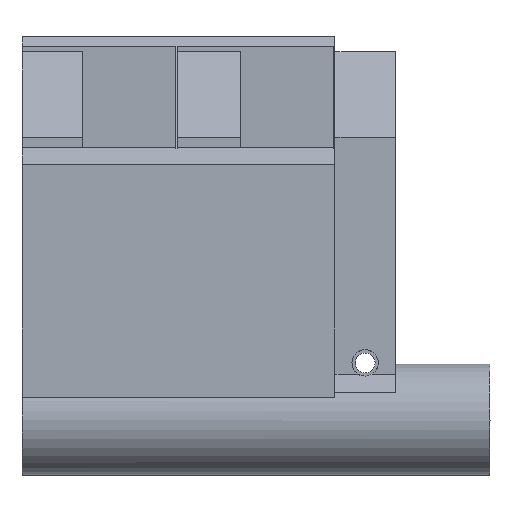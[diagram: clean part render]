
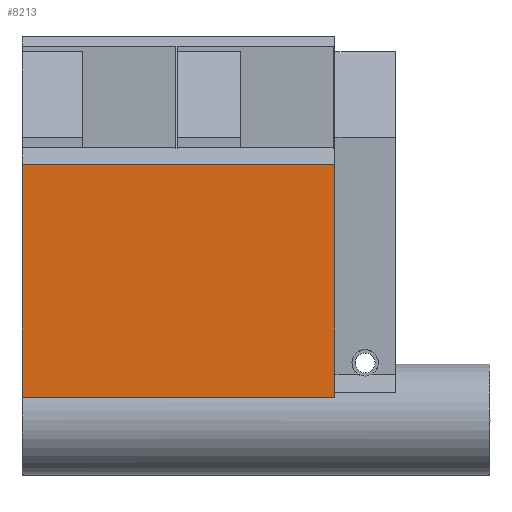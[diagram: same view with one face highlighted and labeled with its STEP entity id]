
A CAD part, top view. The second image highlights one B-rep face of the part: STEP entity #8213.
In plain terms, the highlighted planar face has unit normal (0, 0, 1).
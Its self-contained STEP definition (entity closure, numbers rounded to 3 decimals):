
#5638 = PLANE('',#5639);
#5639 = AXIS2_PLACEMENT_3D('',#5640,#5641,#5642);
#5640 = CARTESIAN_POINT('',(-11.171,24.891,
    -17.539));
#5641 = DIRECTION('',(0.,0.486,0.874)
  );
#5642 = DIRECTION('',(0.,-0.874,0.486)
  );
#6113 = PLANE('',#6114);
#6114 = AXIS2_PLACEMENT_3D('',#6115,#6116,#6117);
#6115 = CARTESIAN_POINT('',(16.5,8.582,
    -21.173));
#6116 = DIRECTION('',(1.,0.,0.));
#6117 = DIRECTION('',(0.,0.,1.));
#6247 = PLANE('',#6248);
#6248 = AXIS2_PLACEMENT_3D('',#6249,#6250,#6251);
#6249 = CARTESIAN_POINT('',(-3.706,-6.863,
    -22.008));
#6250 = DIRECTION('',(0.,-0.486,
    -0.874));
#6251 = DIRECTION('',(0.,0.874,-0.486
    ));
#6340 = VERTEX_POINT('',#6341);
#6341 = CARTESIAN_POINT('',(16.5,-25.988,
    -11.383));
#6364 = EDGE_CURVE('',#6340,#6365,#6367,.T.);
#6365 = VERTEX_POINT('',#6366);
#6366 = CARTESIAN_POINT('',(-37.,-25.988,
    -11.383));
#6367 = SURFACE_CURVE('',#6368,(#6372,#6379),.PCURVE_S1.);
#6368 = LINE('',#6369,#6370);
#6369 = CARTESIAN_POINT('',(16.5,-25.988,
    -11.383));
#6370 = VECTOR('',#6371,1.);
#6371 = DIRECTION('',(-1.,0.,0.));
#6372 = PCURVE('',#6247,#6373);
#6373 = DEFINITIONAL_REPRESENTATION('',(#6374),#6378);
#6374 = LINE('',#6375,#6376);
#6375 = CARTESIAN_POINT('',(-21.878,20.206));
#6376 = VECTOR('',#6377,1.);
#6377 = DIRECTION('',(0.,-1.));
#6378 = ( GEOMETRIC_REPRESENTATION_CONTEXT(2) 
PARAMETRIC_REPRESENTATION_CONTEXT() REPRESENTATION_CONTEXT('2D SPACE',''
  ) );
#6379 = PCURVE('',#6380,#6385);
#6380 = PLANE('',#6381);
#6381 = AXIS2_PLACEMENT_3D('',#6382,#6383,#6384);
#6382 = CARTESIAN_POINT('',(16.5,13.811,
    -11.383));
#6383 = DIRECTION('',(0.,0.,1.));
#6384 = DIRECTION('',(0.,-1.,0.));
#6385 = DEFINITIONAL_REPRESENTATION('',(#6386),#6390);
#6386 = LINE('',#6387,#6388);
#6387 = CARTESIAN_POINT('',(39.799,0.));
#6388 = VECTOR('',#6389,1.);
#6389 = DIRECTION('',(0.,-1.));
#6390 = ( GEOMETRIC_REPRESENTATION_CONTEXT(2) 
PARAMETRIC_REPRESENTATION_CONTEXT() REPRESENTATION_CONTEXT('2D SPACE',''
  ) );
#6408 = PLANE('',#6409);
#6409 = AXIS2_PLACEMENT_3D('',#6410,#6411,#6412);
#6410 = CARTESIAN_POINT('',(-37.,-6.679,
    -21.951));
#6411 = DIRECTION('',(1.,0.,0.));
#6412 = DIRECTION('',(0.,0.,1.));
#6543 = VERTEX_POINT('',#6544);
#6544 = CARTESIAN_POINT('',(16.5,13.811,
    -11.383));
#6565 = EDGE_CURVE('',#6543,#6340,#6566,.T.);
#6566 = SURFACE_CURVE('',#6567,(#6571,#6578),.PCURVE_S1.);
#6567 = LINE('',#6568,#6569);
#6568 = CARTESIAN_POINT('',(16.5,13.811,
    -11.383));
#6569 = VECTOR('',#6570,1.);
#6570 = DIRECTION('',(0.,-1.,0.));
#6571 = PCURVE('',#6113,#6572);
#6572 = DEFINITIONAL_REPRESENTATION('',(#6573),#6577);
#6573 = LINE('',#6574,#6575);
#6574 = CARTESIAN_POINT('',(9.79,-5.229));
#6575 = VECTOR('',#6576,1.);
#6576 = DIRECTION('',(0.,1.));
#6577 = ( GEOMETRIC_REPRESENTATION_CONTEXT(2) 
PARAMETRIC_REPRESENTATION_CONTEXT() REPRESENTATION_CONTEXT('2D SPACE',''
  ) );
#6578 = PCURVE('',#6380,#6579);
#6579 = DEFINITIONAL_REPRESENTATION('',(#6580),#6584);
#6580 = LINE('',#6581,#6582);
#6581 = CARTESIAN_POINT('',(0.,0.));
#6582 = VECTOR('',#6583,1.);
#6583 = DIRECTION('',(1.,0.));
#6584 = ( GEOMETRIC_REPRESENTATION_CONTEXT(2) 
PARAMETRIC_REPRESENTATION_CONTEXT() REPRESENTATION_CONTEXT('2D SPACE',''
  ) );
#6889 = EDGE_CURVE('',#6365,#6890,#6892,.T.);
#6890 = VERTEX_POINT('',#6891);
#6891 = CARTESIAN_POINT('',(-37.,13.811,
    -11.383));
#6892 = SURFACE_CURVE('',#6893,(#6897,#6904),.PCURVE_S1.);
#6893 = LINE('',#6894,#6895);
#6894 = CARTESIAN_POINT('',(-37.,3.566,
    -11.383));
#6895 = VECTOR('',#6896,1.);
#6896 = DIRECTION('',(0.,1.,0.));
#6897 = PCURVE('',#6408,#6898);
#6898 = DEFINITIONAL_REPRESENTATION('',(#6899),#6903);
#6899 = LINE('',#6900,#6901);
#6900 = CARTESIAN_POINT('',(10.568,-10.245));
#6901 = VECTOR('',#6902,1.);
#6902 = DIRECTION('',(0.,-1.));
#6903 = ( GEOMETRIC_REPRESENTATION_CONTEXT(2) 
PARAMETRIC_REPRESENTATION_CONTEXT() REPRESENTATION_CONTEXT('2D SPACE',''
  ) );
#6904 = PCURVE('',#6380,#6905);
#6905 = DEFINITIONAL_REPRESENTATION('',(#6906),#6910);
#6906 = LINE('',#6907,#6908);
#6907 = CARTESIAN_POINT('',(10.245,-53.5));
#6908 = VECTOR('',#6909,1.);
#6909 = DIRECTION('',(-1.,0.));
#6910 = ( GEOMETRIC_REPRESENTATION_CONTEXT(2) 
PARAMETRIC_REPRESENTATION_CONTEXT() REPRESENTATION_CONTEXT('2D SPACE',''
  ) );
#7783 = EDGE_CURVE('',#6543,#6890,#7784,.T.);
#7784 = SURFACE_CURVE('',#7785,(#7789,#7796),.PCURVE_S1.);
#7785 = LINE('',#7786,#7787);
#7786 = CARTESIAN_POINT('',(16.5,13.811,
    -11.383));
#7787 = VECTOR('',#7788,1.);
#7788 = DIRECTION('',(-1.,0.,0.));
#7789 = PCURVE('',#5638,#7790);
#7790 = DEFINITIONAL_REPRESENTATION('',(#7791),#7795);
#7791 = LINE('',#7792,#7793);
#7792 = CARTESIAN_POINT('',(12.675,27.671));
#7793 = VECTOR('',#7794,1.);
#7794 = DIRECTION('',(0.,-1.));
#7795 = ( GEOMETRIC_REPRESENTATION_CONTEXT(2) 
PARAMETRIC_REPRESENTATION_CONTEXT() REPRESENTATION_CONTEXT('2D SPACE',''
  ) );
#7796 = PCURVE('',#6380,#7797);
#7797 = DEFINITIONAL_REPRESENTATION('',(#7798),#7802);
#7798 = LINE('',#7799,#7800);
#7799 = CARTESIAN_POINT('',(0.,0.));
#7800 = VECTOR('',#7801,1.);
#7801 = DIRECTION('',(0.,-1.));
#7802 = ( GEOMETRIC_REPRESENTATION_CONTEXT(2) 
PARAMETRIC_REPRESENTATION_CONTEXT() REPRESENTATION_CONTEXT('2D SPACE',''
  ) );
#8213 = ADVANCED_FACE('',(#8214),#6380,.T.);
#8214 = FACE_BOUND('',#8215,.T.);
#8215 = EDGE_LOOP('',(#8216,#8217,#8218,#8219));
#8216 = ORIENTED_EDGE('',*,*,#6565,.F.);
#8217 = ORIENTED_EDGE('',*,*,#7783,.T.);
#8218 = ORIENTED_EDGE('',*,*,#6889,.F.);
#8219 = ORIENTED_EDGE('',*,*,#6364,.F.);
